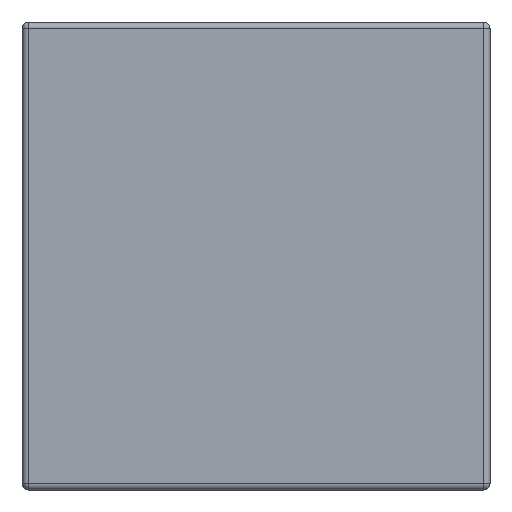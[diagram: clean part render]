
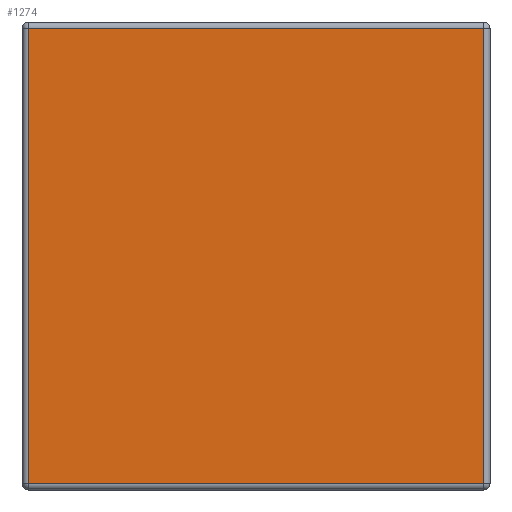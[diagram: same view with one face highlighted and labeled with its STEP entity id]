
A CAD part, front view. The second image highlights one B-rep face of the part: STEP entity #1274.
In plain terms, the highlighted planar face has unit normal (0, -1, 0).
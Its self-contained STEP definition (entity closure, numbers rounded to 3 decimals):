
#1100 = VERTEX_POINT('',#1101);
#1101 = CARTESIAN_POINT('',(-0.875,-4.1,-0.875));
#1108 = EDGE_CURVE('',#1100,#1109,#1111,.T.);
#1109 = VERTEX_POINT('',#1110);
#1110 = CARTESIAN_POINT('',(0.875,-4.1,-0.875));
#1111 = LINE('',#1112,#1113);
#1112 = CARTESIAN_POINT('',(-0.9,-4.1,-0.875));
#1113 = VECTOR('',#1114,1.);
#1114 = DIRECTION('',(1.,0.,0.));
#1274 = ADVANCED_FACE('',(#1275),#1300,.F.);
#1275 = FACE_BOUND('',#1276,.F.);
#1276 = EDGE_LOOP('',(#1277,#1278,#1286,#1294));
#1277 = ORIENTED_EDGE('',*,*,#1108,.F.);
#1278 = ORIENTED_EDGE('',*,*,#1279,.F.);
#1279 = EDGE_CURVE('',#1280,#1100,#1282,.T.);
#1280 = VERTEX_POINT('',#1281);
#1281 = CARTESIAN_POINT('',(-0.875,-4.1,0.875));
#1282 = LINE('',#1283,#1284);
#1283 = CARTESIAN_POINT('',(-0.875,-4.1,0.9));
#1284 = VECTOR('',#1285,1.);
#1285 = DIRECTION('',(0.,0.,-1.));
#1286 = ORIENTED_EDGE('',*,*,#1287,.F.);
#1287 = EDGE_CURVE('',#1288,#1280,#1290,.T.);
#1288 = VERTEX_POINT('',#1289);
#1289 = CARTESIAN_POINT('',(0.875,-4.1,0.875));
#1290 = LINE('',#1291,#1292);
#1291 = CARTESIAN_POINT('',(0.9,-4.1,0.875));
#1292 = VECTOR('',#1293,1.);
#1293 = DIRECTION('',(-1.,0.,0.));
#1294 = ORIENTED_EDGE('',*,*,#1295,.F.);
#1295 = EDGE_CURVE('',#1109,#1288,#1296,.T.);
#1296 = LINE('',#1297,#1298);
#1297 = CARTESIAN_POINT('',(0.875,-4.1,-0.9));
#1298 = VECTOR('',#1299,1.);
#1299 = DIRECTION('',(0.,0.,1.));
#1300 = PLANE('',#1301);
#1301 = AXIS2_PLACEMENT_3D('',#1302,#1303,#1304);
#1302 = CARTESIAN_POINT('',(0.,-4.1,0.));
#1303 = DIRECTION('',(0.,1.,0.));
#1304 = DIRECTION('',(0.,0.,1.));
